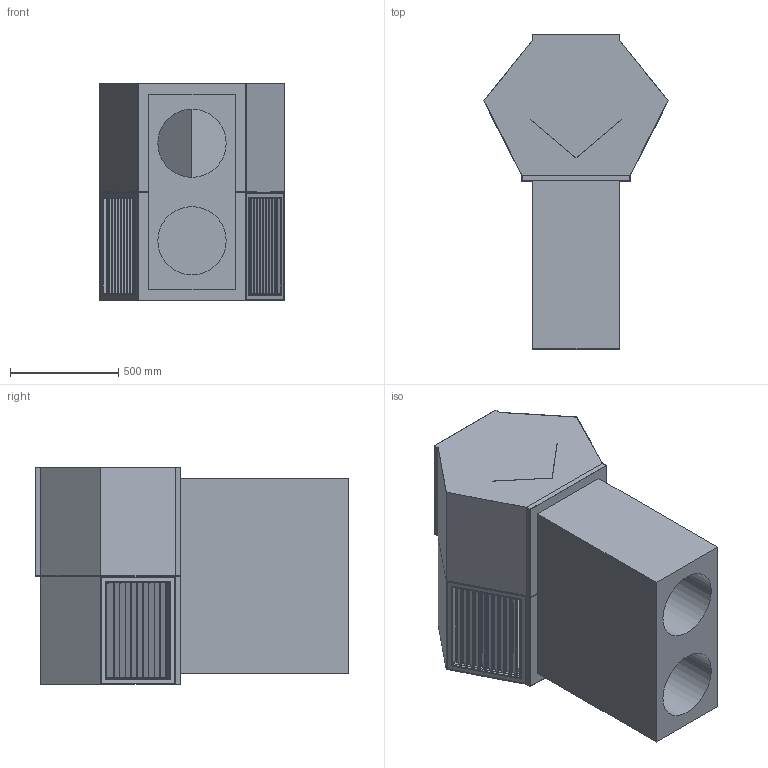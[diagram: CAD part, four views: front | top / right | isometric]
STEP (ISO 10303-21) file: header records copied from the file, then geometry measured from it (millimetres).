
FILE_DESCRIPTION (( 'STEP AP214' ), '1' );
FILE_NAME ('TBHC2.STEP', '2014-06-24T11:51:56', ( '' ), ( '' ), 'SwSTEP 2.0', 'SolidWorks 2014', '' );
FILE_SCHEMA (( 'AUTOMOTIVE_DESIGN' ));
Length unit declared in the file: millimetre
Products named in the file (8): TGC; TBHA2_TBHC2B; TBHA_tbhc-2a; galler 3m_TBHA 2; tLamell-200_440; GH ram_TBHA 2; TBHA2_TBHC_2A; TBHC2
Assembly tree (17 placements, depth 4):
  TBHC2
    TBHA_tbhc-2a
      TBHA2_TBHC_2A
      galler 3m_TBHA 2  x2
        GH ram_TBHA 2
        tLamell-200_440
    TBHA2_TBHC2B
    TGC
Bounding box: 850 x 1447.02 x 1000 mm (x, y, z)
Volume: 169960785 mm3; surface area: 13385381.2 mm2
Topology: 33 solids, 33 shells, 663 faces, 1448 edges, 856 vertices
Faces by surface type: plane 535, cylinder 128
Entity records: 5396 total; most frequent: CARTESIAN_POINT 809, DIRECTION 764, ORIENTED_EDGE 764, EDGE_CURVE 382, LINE 358, VECTOR 358, VERTEX_POINT 248, AXIS2_PLACEMENT_3D 203
